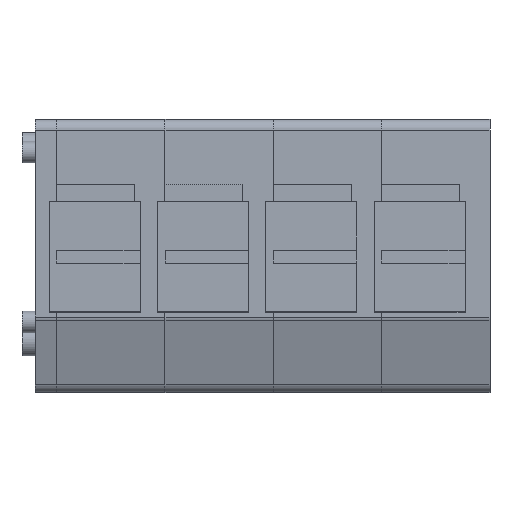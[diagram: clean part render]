
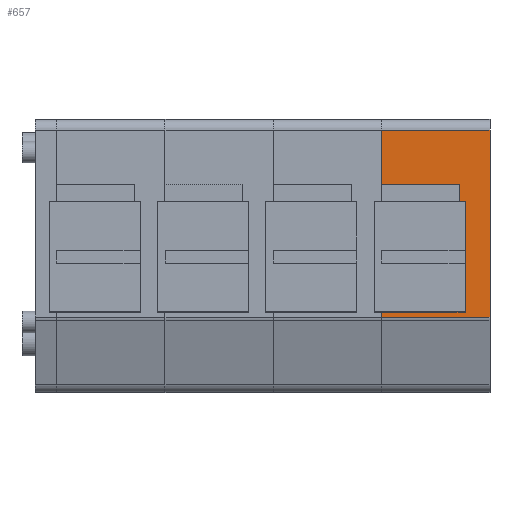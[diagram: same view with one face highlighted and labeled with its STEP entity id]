
A CAD part, top view. The second image highlights one B-rep face of the part: STEP entity #657.
In plain terms, the highlighted planar face has unit normal (0, 0, 1).
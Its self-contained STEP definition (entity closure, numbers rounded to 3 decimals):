
#657 = ADVANCED_FACE( '', ( #1323 ), #1324, .F. );
#1323 = FACE_OUTER_BOUND( '', #2039, .T. );
#1324 = PLANE( '', #2040 );
#2039 = EDGE_LOOP( '', ( #3582, #3583, #3584, #3585, #3586, #3587, #3588, #3589 ) );
#2040 = AXIS2_PLACEMENT_3D( '', #3590, #3591, #3592 );
#3582 = ORIENTED_EDGE( '', *, *, #4343, .T. );
#3583 = ORIENTED_EDGE( '', *, *, #4802, .T. );
#3584 = ORIENTED_EDGE( '', *, *, #4933, .F. );
#3585 = ORIENTED_EDGE( '', *, *, #4934, .T. );
#3586 = ORIENTED_EDGE( '', *, *, #4349, .T. );
#3587 = ORIENTED_EDGE( '', *, *, #4887, .F. );
#3588 = ORIENTED_EDGE( '', *, *, #4935, .F. );
#3589 = ORIENTED_EDGE( '', *, *, #4641, .T. );
#3590 = CARTESIAN_POINT( '', ( 2.5, 4.6, 4.55 ) );
#3591 = DIRECTION( '', ( 0., 0., -1. ) );
#3592 = DIRECTION( '', ( -1., 0., 0. ) );
#4343 = EDGE_CURVE( '', #5171, #5169, #5172, .T. );
#4349 = EDGE_CURVE( '', #5183, #5181, #5184, .T. );
#4641 = EDGE_CURVE( '', #5680, #5171, #5681, .T. );
#4802 = EDGE_CURVE( '', #5169, #5911, #5914, .F. );
#4887 = EDGE_CURVE( '', #6032, #5181, #6033, .T. );
#4933 = EDGE_CURVE( '', #6088, #5911, #6089, .T. );
#4934 = EDGE_CURVE( '', #6088, #5183, #6090, .T. );
#4935 = EDGE_CURVE( '', #5680, #6032, #6091, .T. );
#5169 = VERTEX_POINT( '', #6365 );
#5171 = VERTEX_POINT( '', #6367 );
#5172 = LINE( '', #6368, #6369 );
#5181 = VERTEX_POINT( '', #6382 );
#5183 = VERTEX_POINT( '', #6385 );
#5184 = LINE( '', #6386, #6387 );
#5680 = VERTEX_POINT( '', #7112 );
#5681 = LINE( '', #7113, #7114 );
#5911 = VERTEX_POINT( '', #7444 );
#5914 = LINE( '', #7447, #7448 );
#6032 = VERTEX_POINT( '', #7622 );
#6033 = LINE( '', #7623, #7624 );
#6088 = VERTEX_POINT( '', #7703 );
#6089 = LINE( '', #7704, #7705 );
#6090 = LINE( '', #7706, #7707 );
#6091 = LINE( '', #7708, #7709 );
#6365 = CARTESIAN_POINT( '', ( -2.5, -4.521, 4.55 ) );
#6367 = CARTESIAN_POINT( '', ( -2.5, -3.2, 4.55 ) );
#6368 = CARTESIAN_POINT( '', ( -2.5, 4.6, 4.55 ) );
#6369 = VECTOR( '', #7984, 1000. );
#6382 = CARTESIAN_POINT( '', ( -2.5, 1.6, 4.55 ) );
#6385 = CARTESIAN_POINT( '', ( -2.5, 4.1, 4.55 ) );
#6386 = CARTESIAN_POINT( '', ( -2.5, 4.6, 4.55 ) );
#6387 = VECTOR( '', #7990, 1000. );
#7112 = CARTESIAN_POINT( '', ( 1.1, -3.2, 4.55 ) );
#7113 = CARTESIAN_POINT( '', ( 1.1, -3.2, 4.55 ) );
#7114 = VECTOR( '', #8295, 1000. );
#7444 = CARTESIAN_POINT( '', ( 2.5, -4.521, 4.55 ) );
#7447 = CARTESIAN_POINT( '', ( 2.5, -4.521, 4.55 ) );
#7448 = VECTOR( '', #8459, 1000. );
#7622 = CARTESIAN_POINT( '', ( 1.1, 1.6, 4.55 ) );
#7623 = CARTESIAN_POINT( '', ( 1.1, 1.6, 4.55 ) );
#7624 = VECTOR( '', #8531, 1000. );
#7703 = CARTESIAN_POINT( '', ( 2.5, 4.1, 4.55 ) );
#7704 = CARTESIAN_POINT( '', ( 2.5, 4.6, 4.55 ) );
#7705 = VECTOR( '', #8562, 1000. );
#7706 = CARTESIAN_POINT( '', ( 2.5, 4.1, 4.55 ) );
#7707 = VECTOR( '', #8563, 1000. );
#7708 = CARTESIAN_POINT( '', ( 1.1, -3.2, 4.55 ) );
#7709 = VECTOR( '', #8564, 1000. );
#7984 = DIRECTION( '', ( 0., -1., 0. ) );
#7990 = DIRECTION( '', ( 0., -1., 0. ) );
#8295 = DIRECTION( '', ( -1., 0., 0. ) );
#8459 = DIRECTION( '', ( -1., 0., 0. ) );
#8531 = DIRECTION( '', ( -1., 0., 0. ) );
#8562 = DIRECTION( '', ( 0., -1., 0. ) );
#8563 = DIRECTION( '', ( -1., 0., 0. ) );
#8564 = DIRECTION( '', ( 0., 1., 0. ) );
